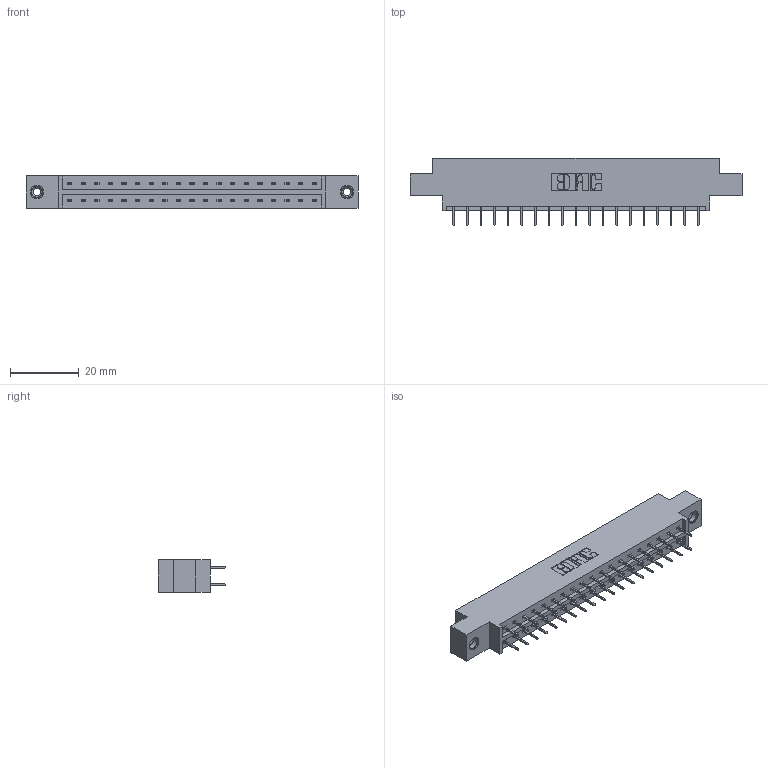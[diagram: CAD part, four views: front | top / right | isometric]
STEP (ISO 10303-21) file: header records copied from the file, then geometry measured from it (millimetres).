
FILE_DESCRIPTION (( 'STEP AP203' ), '1' );
FILE_NAME ('833-038-524-808.STEP', '2020-06-03T07:19:15', ( '' ), ( '' ), 'SwSTEP 2.0', 'SolidWorks 2020', '' );
FILE_SCHEMA (( 'CONFIG_CONTROL_DESIGN' ));
Length unit declared in the file: inch
Products named in the file (4): 833 Part_Offset - .156 Dia - TI; 345-292-001_345-293-124; 833-038-524-808; 345-250-001_345-250-003-102
Assembly tree (41 placements, depth 2):
  833-038-524-808
    833 Part_Offset - .156 Dia - TI
    345-292-001_345-293-124  x38
    345-250-001_345-250-003-102  x2
Bounding box: 96.82 x 19.69 x 9.4 mm (x, y, z)
Volume: 9378.4 mm3; surface area: 10910.4 mm2
Topology: 41 solids, 41 shells, 2306 faces, 6501 edges, 4174 vertices
Faces by surface type: plane 1702, cylinder 588, cone 12, torus 4
Entity records: 16590 total; most frequent: CARTESIAN_POINT 2761, ORIENTED_EDGE 2690, DIRECTION 2431, EDGE_CURVE 1345, VECTOR 1201, LINE 1201, VERTEX_POINT 888, AXIS2_PLACEMENT_3D 615
